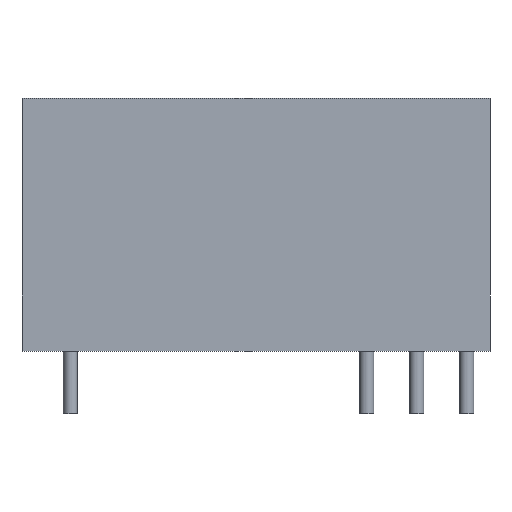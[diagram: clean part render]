
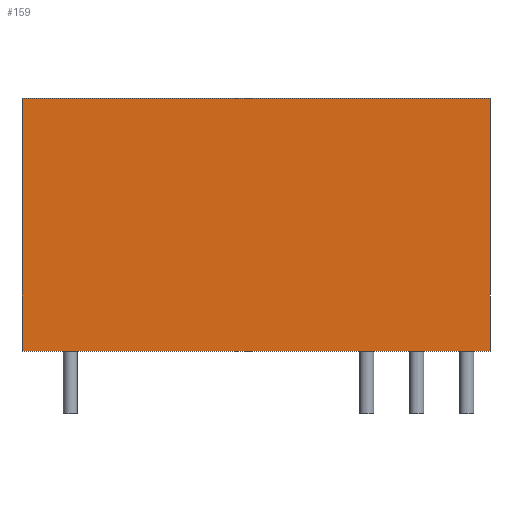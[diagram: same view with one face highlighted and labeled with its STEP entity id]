
A CAD part, front view. The second image highlights one B-rep face of the part: STEP entity #159.
In plain terms, the highlighted planar face has unit normal (0, -1, 0).
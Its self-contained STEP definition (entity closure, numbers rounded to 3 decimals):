
#17 = ORIENTED_EDGE ( 'NONE', *, *, #298, .F. ) ;
#38 = EDGE_CURVE ( 'NONE', #321, #472, #648, .T. ) ;
#47 = PLANE ( 'NONE',  #807 ) ;
#78 = VECTOR ( 'NONE', #145, 1000. ) ;
#88 = CARTESIAN_POINT ( 'NONE',  ( -15., -5., 0. ) ) ;
#145 = DIRECTION ( 'NONE',  ( 0., 0., -1. ) ) ;
#159 = ADVANCED_FACE ( 'NONE', ( #740 ), #47, .F. ) ;
#176 = ORIENTED_EDGE ( 'NONE', *, *, #705, .T. ) ;
#181 = VECTOR ( 'NONE', #339, 1000. ) ;
#188 = CARTESIAN_POINT ( 'NONE',  ( -15., -5., 16.2 ) ) ;
#210 = LINE ( 'NONE', #473, #78 ) ;
#246 = VERTEX_POINT ( 'NONE', #88 ) ;
#254 = VERTEX_POINT ( 'NONE', #710 ) ;
#260 = EDGE_CURVE ( 'NONE', #321, #246, #210, .T. ) ;
#298 = EDGE_CURVE ( 'NONE', #472, #254, #359, .T. ) ;
#309 = CARTESIAN_POINT ( 'NONE',  ( -15., -5., 0. ) ) ;
#312 = DIRECTION ( 'NONE',  ( 0., 0., 1. ) ) ;
#321 = VERTEX_POINT ( 'NONE', #597 ) ;
#325 = DIRECTION ( 'NONE',  ( 1., 0., 0. ) ) ;
#339 = DIRECTION ( 'NONE',  ( 0., 0., -1. ) ) ;
#359 = LINE ( 'NONE', #471, #181 ) ;
#400 = DIRECTION ( 'NONE',  ( 1., 0., 0. ) ) ;
#436 = CARTESIAN_POINT ( 'NONE',  ( -15., -5., 16.2 ) ) ;
#440 = CARTESIAN_POINT ( 'NONE',  ( 15., -5., 16.2 ) ) ;
#442 = VECTOR ( 'NONE', #325, 1000. ) ;
#450 = EDGE_LOOP ( 'NONE', ( #176, #17, #571, #669 ) ) ;
#471 = CARTESIAN_POINT ( 'NONE',  ( 15., -5., 16.2 ) ) ;
#472 = VERTEX_POINT ( 'NONE', #440 ) ;
#473 = CARTESIAN_POINT ( 'NONE',  ( -15., -5., 16.2 ) ) ;
#516 = LINE ( 'NONE', #309, #442 ) ;
#558 = DIRECTION ( 'NONE',  ( 0., 1., 0. ) ) ;
#571 = ORIENTED_EDGE ( 'NONE', *, *, #38, .F. ) ;
#578 = VECTOR ( 'NONE', #400, 1000. ) ;
#597 = CARTESIAN_POINT ( 'NONE',  ( -15., -5., 16.2 ) ) ;
#648 = LINE ( 'NONE', #188, #578 ) ;
#669 = ORIENTED_EDGE ( 'NONE', *, *, #260, .T. ) ;
#705 = EDGE_CURVE ( 'NONE', #246, #254, #516, .T. ) ;
#710 = CARTESIAN_POINT ( 'NONE',  ( 15., -5., 0. ) ) ;
#740 = FACE_OUTER_BOUND ( 'NONE', #450, .T. ) ;
#807 = AXIS2_PLACEMENT_3D ( 'NONE', #436, #558, #312 ) ;
